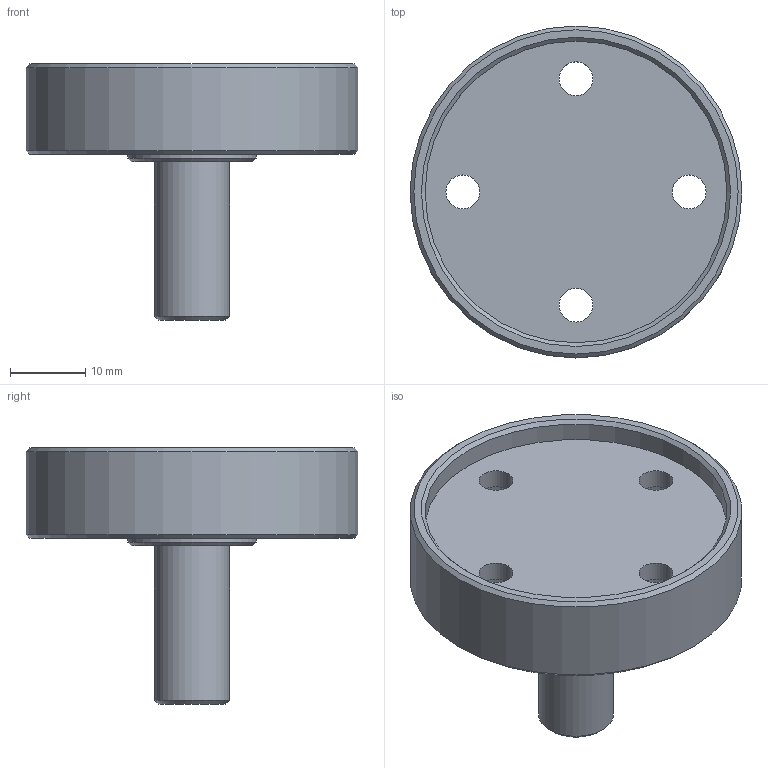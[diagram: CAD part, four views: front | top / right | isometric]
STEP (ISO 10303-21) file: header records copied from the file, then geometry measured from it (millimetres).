
FILE_DESCRIPTION( ( 'STEP AP203' ), '1' );
FILE_NAME( ' ', ' ', ( ' ' ), ( ' ' ), 'PSStep 10.0', ' ', ' ' );
FILE_SCHEMA( ( 'CONFIG_CONTROL_DESIGN' ) );
Length unit declared in the file: millimetre
Products named in the file (1): 1
Bounding box: 44 x 44 x 34 mm (x, y, z)
Volume: 14823.7 mm3; surface area: 6306.3 mm2
Topology: 1 solids, 1 shells, 26 faces, 48 edges, 31 vertices
Faces by surface type: cylinder 12, plane 9, cone 5
Full cylindrical faces by diameter (mm): 4.5 x4, 8 x4, 9.95 x1, 17 x1, 40 x1, 44 x1
Entity records: 614 total; most frequent: DIRECTION 112, CARTESIAN_POINT 85, EDGE_LOOP 58, ORIENTED_EDGE 58, AXIS2_PLACEMENT_3D 56, FACE_OUTER_BOUND 38, EDGE_CURVE 29, VERTEX_POINT 29
